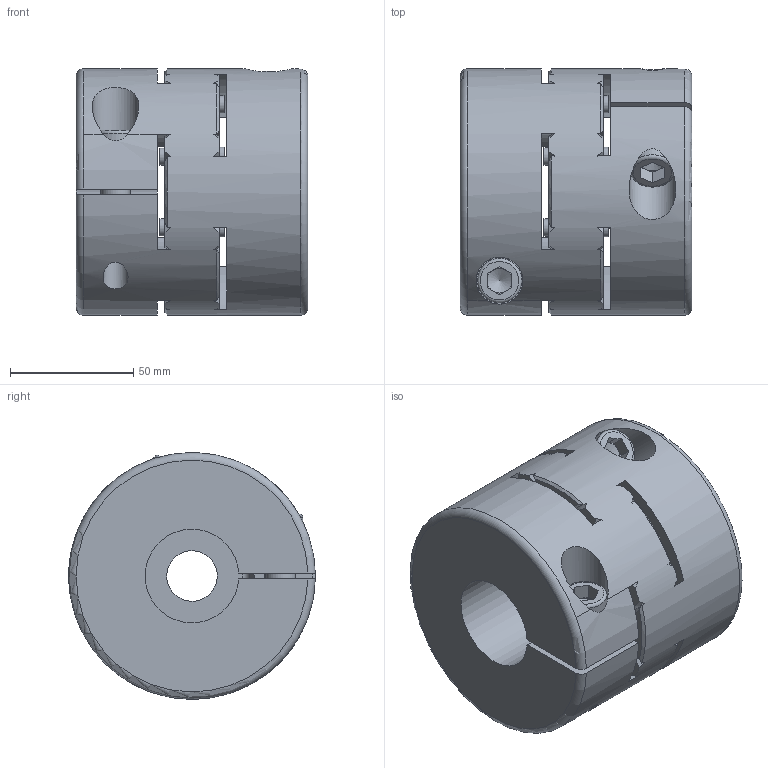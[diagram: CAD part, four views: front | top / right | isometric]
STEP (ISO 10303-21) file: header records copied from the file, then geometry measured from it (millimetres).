
FILE_DESCRIPTION( ( 'Unknown' ), '1' );
FILE_NAME( 'EKM 500.stp', 'Unknown', ( 'Unknown' ), ( 'Unknown' ), 'PSStep 10.1', 'Unknown', ' ' );
FILE_SCHEMA( ( 'AUTOMOTIVE_DESIGN { 1 0 10303 214 1 1 1 1 }' ) );
Length unit declared in the file: millimetre
Products named in the file (1): 27512584-oa0
Bounding box: 94 x 100 x 100 mm (x, y, z)
Volume: 574256.9 mm3; surface area: 100778.8 mm2
Topology: 1 solids, 1 shells, 211 faces, 599 edges, 384 vertices
Faces by surface type: cylinder 75, cone 68, plane 62, torus 6
Full cylindrical faces by diameter (mm): 7 x8, 10.2 x2, 12 x2, 12.5 x2, 18 x2, 19 x2, 20.5 x1, 47 x2, 100 x1
Entity records: 8846 total; most frequent: CARTESIAN_POINT 1903, DIRECTION 1096, ORIENTED_EDGE 1096, EDGE_CURVE 548, AXIS2_PLACEMENT_3D 473, VERTEX_POINT 368, EDGE_LOOP 270, CIRCLE 262
